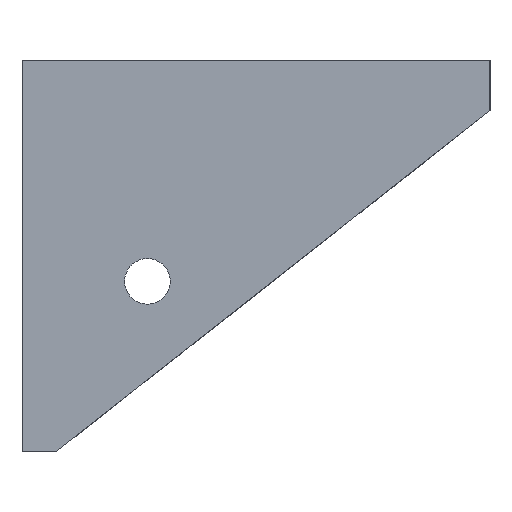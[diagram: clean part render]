
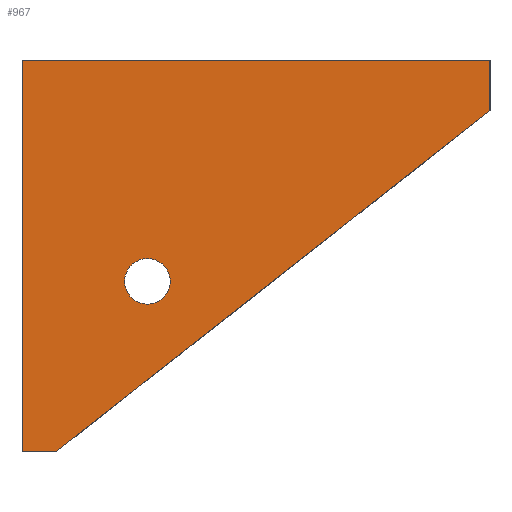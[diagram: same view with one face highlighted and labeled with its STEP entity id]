
A CAD part, left-side view. The second image highlights one B-rep face of the part: STEP entity #967.
In plain terms, the highlighted planar face has unit normal (-1, 0, 0).
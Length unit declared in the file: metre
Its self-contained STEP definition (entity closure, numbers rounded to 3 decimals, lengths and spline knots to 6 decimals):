
#57=LINE('',#1405,#143);
#63=LINE('',#1430,#149);
#113=LINE('',#1591,#199);
#116=LINE('',#1599,#202);
#123=LINE('',#1619,#209);
#143=VECTOR('',#1116,1.);
#149=VECTOR('',#1144,1.);
#199=VECTOR('',#1300,1.);
#202=VECTOR('',#1311,1.);
#209=VECTOR('',#1338,1.);
#444=ORIENTED_EDGE('',*,*,#599,.F.);
#445=ORIENTED_EDGE('',*,*,#503,.F.);
#446=ORIENTED_EDGE('',*,*,#491,.F.);
#447=ORIENTED_EDGE('',*,*,#597,.T.);
#448=ORIENTED_EDGE('',*,*,#581,.F.);
#449=ORIENTED_EDGE('',*,*,#586,.T.);
#491=EDGE_CURVE('',#620,#618,#57,.T.);
#503=EDGE_CURVE('',#618,#629,#63,.T.);
#581=EDGE_CURVE('',#686,#687,#113,.T.);
#586=EDGE_CURVE('',#686,#629,#116,.T.);
#597=EDGE_CURVE('',#620,#687,#123,.T.);
#599=EDGE_CURVE('',#691,#691,#731,.T.);
#618=VERTEX_POINT('',#1399);
#620=VERTEX_POINT('',#1404);
#629=VERTEX_POINT('',#1431);
#686=VERTEX_POINT('',#1590);
#687=VERTEX_POINT('',#1592);
#691=VERTEX_POINT('',#1623);
#731=CIRCLE('',#1074,0.00135);
#804=EDGE_LOOP('',(#444));
#805=EDGE_LOOP('',(#445,#446,#447,#448,#449));
#886=FACE_BOUND('',#804,.T.);
#887=FACE_BOUND('',#805,.T.);
#923=PLANE('',#1073);
#967=ADVANCED_FACE('',(#886,#887),#923,.T.);
#1073=AXIS2_PLACEMENT_3D('',#1621,#1341,#1342);
#1074=AXIS2_PLACEMENT_3D('',#1622,#1343,#1344);
#1116=DIRECTION('',(0.,1.,0.));
#1144=DIRECTION('',(0.,0.,1.));
#1300=DIRECTION('',(0.,0.,-1.));
#1311=DIRECTION('',(0.,1.,0.));
#1338=DIRECTION('',(0.,-0.786,0.618));
#1341=DIRECTION('',(-1.,0.,0.));
#1342=DIRECTION('',(0.,-1.,0.));
#1343=DIRECTION('',(-1.,0.,0.));
#1344=DIRECTION('',(0.,0.,1.));
#1399=CARTESIAN_POINT('',(-0.007899,0.0277,-0.010098));
#1404=CARTESIAN_POINT('',(-0.007899,0.0257,-0.010098));
#1405=CARTESIAN_POINT('',(-0.007899,0.0257,-0.010098));
#1430=CARTESIAN_POINT('',(-0.007899,0.0277,0.008595));
#1431=CARTESIAN_POINT('',(-0.007899,0.0277,0.013098));
#1590=CARTESIAN_POINT('',(-0.007899,0.,0.013098));
#1591=CARTESIAN_POINT('',(-0.007899,0.,0.013098));
#1592=CARTESIAN_POINT('',(-0.007899,0.,0.010098));
#1599=CARTESIAN_POINT('',(-0.007899,0.0257,0.013098));
#1619=CARTESIAN_POINT('',(-0.007899,0.01285,0.));
#1621=CARTESIAN_POINT('',(-0.007899,0.01385,0.0015));
#1622=CARTESIAN_POINT('',(-0.007899,0.020275,0.));
#1623=CARTESIAN_POINT('',(-0.007899,0.020275,0.00135));
